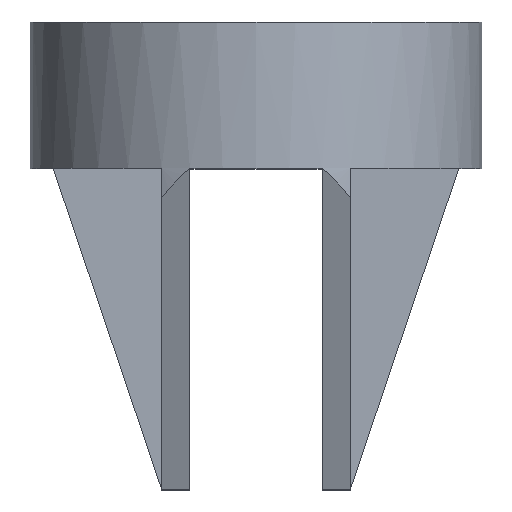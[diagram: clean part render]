
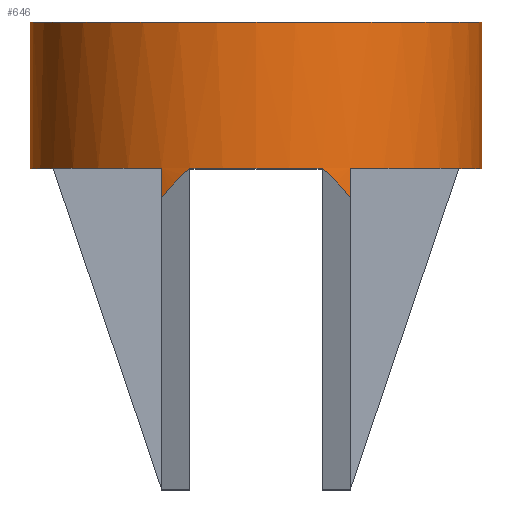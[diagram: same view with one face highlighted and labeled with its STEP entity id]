
A CAD part, top view. The second image highlights one B-rep face of the part: STEP entity #646.
In plain terms, the highlighted cylindrical face has radius 12.82 mm (diameter 25.64 mm), a full revolution.
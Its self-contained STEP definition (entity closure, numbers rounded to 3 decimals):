
#15=CYLINDRICAL_SURFACE('',#715,12.82);
#22=CIRCLE('',#688,12.82);
#23=CIRCLE('',#690,12.82);
#24=CIRCLE('',#691,12.82);
#25=CIRCLE('',#693,12.82);
#26=CIRCLE('',#696,12.82);
#27=CIRCLE('',#702,12.82);
#31=CIRCLE('',#714,12.82);
#32=CIRCLE('',#716,12.82);
#33=CIRCLE('',#717,12.82);
#34=CIRCLE('',#718,12.82);
#40=ELLIPSE('',#679,37.595,12.82);
#41=ELLIPSE('',#683,37.595,12.82);
#42=ELLIPSE('',#685,37.595,12.82);
#43=ELLIPSE('',#699,37.595,12.82);
#68=FACE_OUTER_BOUND('',#111,.T.);
#111=EDGE_LOOP('',(#499,#500,#501,#502,#503,#504,#505,#506,#507,#508,#509,
#510,#511,#512,#513,#514,#515,#516,#517,#518));
#129=LINE('',#940,#197);
#136=LINE('',#958,#204);
#140=LINE('',#967,#208);
#153=LINE('',#1003,#221);
#179=LINE('',#1069,#247);
#197=VECTOR('',#744,10.);
#204=VECTOR('',#757,10.);
#208=VECTOR('',#763,10.);
#221=VECTOR('',#802,10.);
#247=VECTOR('',#872,12.82);
#265=VERTEX_POINT('',#938);
#266=VERTEX_POINT('',#939);
#269=VERTEX_POINT('',#947);
#270=VERTEX_POINT('',#948);
#273=VERTEX_POINT('',#956);
#274=VERTEX_POINT('',#957);
#277=VERTEX_POINT('',#965);
#278=VERTEX_POINT('',#966);
#281=VERTEX_POINT('',#974);
#283=VERTEX_POINT('',#980);
#285=VERTEX_POINT('',#986);
#286=VERTEX_POINT('',#993);
#287=VERTEX_POINT('',#998);
#288=VERTEX_POINT('',#1002);
#290=VERTEX_POINT('',#1008);
#292=VERTEX_POINT('',#1019);
#305=VERTEX_POINT('',#1066);
#306=VERTEX_POINT('',#1068);
#315=EDGE_CURVE('',#265,#266,#129,.T.);
#319=EDGE_CURVE('',#269,#270,#40,.T.);
#323=EDGE_CURVE('',#273,#274,#136,.T.);
#327=EDGE_CURVE('',#277,#278,#140,.T.);
#331=EDGE_CURVE('',#281,#273,#41,.T.);
#334=EDGE_CURVE('',#278,#283,#42,.T.);
#339=EDGE_CURVE('',#285,#274,#22,.T.);
#341=EDGE_CURVE('',#286,#283,#23,.T.);
#343=EDGE_CURVE('',#281,#270,#24,.T.);
#345=EDGE_CURVE('',#277,#287,#25,.T.);
#346=EDGE_CURVE('',#288,#269,#153,.T.);
#350=EDGE_CURVE('',#288,#290,#26,.T.);
#352=EDGE_CURVE('',#286,#265,#43,.T.);
#357=EDGE_CURVE('',#292,#266,#27,.T.);
#378=EDGE_CURVE('',#287,#285,#31,.T.);
#379=EDGE_CURVE('',#305,#305,#32,.T.);
#380=EDGE_CURVE('',#305,#306,#179,.T.);
#381=EDGE_CURVE('',#306,#292,#33,.T.);
#382=EDGE_CURVE('',#290,#306,#34,.T.);
#499=ORIENTED_EDGE('',*,*,#379,.F.);
#500=ORIENTED_EDGE('',*,*,#380,.T.);
#501=ORIENTED_EDGE('',*,*,#381,.T.);
#502=ORIENTED_EDGE('',*,*,#357,.T.);
#503=ORIENTED_EDGE('',*,*,#315,.F.);
#504=ORIENTED_EDGE('',*,*,#352,.F.);
#505=ORIENTED_EDGE('',*,*,#341,.T.);
#506=ORIENTED_EDGE('',*,*,#334,.F.);
#507=ORIENTED_EDGE('',*,*,#327,.F.);
#508=ORIENTED_EDGE('',*,*,#345,.T.);
#509=ORIENTED_EDGE('',*,*,#378,.T.);
#510=ORIENTED_EDGE('',*,*,#339,.T.);
#511=ORIENTED_EDGE('',*,*,#323,.F.);
#512=ORIENTED_EDGE('',*,*,#331,.F.);
#513=ORIENTED_EDGE('',*,*,#343,.T.);
#514=ORIENTED_EDGE('',*,*,#319,.F.);
#515=ORIENTED_EDGE('',*,*,#346,.F.);
#516=ORIENTED_EDGE('',*,*,#350,.T.);
#517=ORIENTED_EDGE('',*,*,#382,.T.);
#518=ORIENTED_EDGE('',*,*,#380,.F.);
#646=ADVANCED_FACE('',(#68),#15,.T.);
#679=AXIS2_PLACEMENT_3D('',#949,#750,#751);
#683=AXIS2_PLACEMENT_3D('',#975,#769,#770);
#685=AXIS2_PLACEMENT_3D('',#981,#775,#776);
#688=AXIS2_PLACEMENT_3D('',#990,#785,#786);
#690=AXIS2_PLACEMENT_3D('',#994,#790,#791);
#691=AXIS2_PLACEMENT_3D('',#996,#793,#794);
#693=AXIS2_PLACEMENT_3D('',#1000,#798,#799);
#696=AXIS2_PLACEMENT_3D('',#1010,#808,#809);
#699=AXIS2_PLACEMENT_3D('',#1014,#815,#816);
#702=AXIS2_PLACEMENT_3D('',#1023,#825,#826);
#714=AXIS2_PLACEMENT_3D('',#1064,#866,#867);
#715=AXIS2_PLACEMENT_3D('',#1065,#868,#869);
#716=AXIS2_PLACEMENT_3D('',#1067,#870,#871);
#717=AXIS2_PLACEMENT_3D('',#1070,#873,#874);
#718=AXIS2_PLACEMENT_3D('',#1071,#875,#876);
#744=DIRECTION('',(0.,1.,0.));
#750=DIRECTION('center_axis',(0.,-0.341,-0.94));
#751=DIRECTION('ref_axis',(0.,-0.94,0.341));
#757=DIRECTION('',(0.,1.,0.));
#763=DIRECTION('',(0.,-1.,0.));
#769=DIRECTION('center_axis',(0.,-0.341,-0.94));
#770=DIRECTION('ref_axis',(0.,-0.94,0.341));
#775=DIRECTION('center_axis',(0.,-0.341,0.94));
#776=DIRECTION('ref_axis',(0.,0.94,0.341));
#785=DIRECTION('center_axis',(0.,1.,0.));
#786=DIRECTION('ref_axis',(1.,0.,0.));
#790=DIRECTION('center_axis',(0.,1.,0.));
#791=DIRECTION('ref_axis',(1.,0.,0.));
#793=DIRECTION('center_axis',(0.,1.,0.));
#794=DIRECTION('ref_axis',(1.,0.,0.));
#798=DIRECTION('center_axis',(0.,1.,0.));
#799=DIRECTION('ref_axis',(1.,0.,0.));
#802=DIRECTION('',(0.,-1.,0.));
#808=DIRECTION('center_axis',(0.,1.,0.));
#809=DIRECTION('ref_axis',(1.,0.,0.));
#815=DIRECTION('center_axis',(0.,-0.341,0.94));
#816=DIRECTION('ref_axis',(0.,0.94,0.341));
#825=DIRECTION('center_axis',(0.,1.,0.));
#826=DIRECTION('ref_axis',(1.,0.,0.));
#866=DIRECTION('center_axis',(0.,1.,0.));
#867=DIRECTION('ref_axis',(1.,0.,0.));
#868=DIRECTION('center_axis',(0.,1.,0.));
#869=DIRECTION('ref_axis',(1.,0.,0.));
#870=DIRECTION('center_axis',(0.,1.,0.));
#871=DIRECTION('ref_axis',(1.,0.,0.));
#872=DIRECTION('',(0.,-1.,0.));
#873=DIRECTION('center_axis',(0.,1.,0.));
#874=DIRECTION('ref_axis',(1.,0.,0.));
#875=DIRECTION('center_axis',(0.,1.,0.));
#876=DIRECTION('ref_axis',(1.,0.,0.));
#938=CARTESIAN_POINT('',(-5.35,-1.679,11.65));
#939=CARTESIAN_POINT('',(-5.35,0.,11.65));
#940=CARTESIAN_POINT('',(-5.35,0.,11.65));
#947=CARTESIAN_POINT('',(-5.35,-1.679,-11.65));
#948=CARTESIAN_POINT('',(-3.75,0.,-12.259));
#949=CARTESIAN_POINT('Origin',(0.,-33.796,0.));
#956=CARTESIAN_POINT('',(5.35,-1.679,-11.65));
#957=CARTESIAN_POINT('',(5.35,0.,-11.65));
#958=CARTESIAN_POINT('',(5.35,0.,-11.65));
#965=CARTESIAN_POINT('',(5.35,0.,11.65));
#966=CARTESIAN_POINT('',(5.35,-1.679,11.65));
#967=CARTESIAN_POINT('',(5.35,0.,11.65));
#974=CARTESIAN_POINT('',(3.75,0.,-12.259));
#975=CARTESIAN_POINT('Origin',(0.,-33.796,0.));
#980=CARTESIAN_POINT('',(3.75,0.,12.259));
#981=CARTESIAN_POINT('Origin',(0.,-33.796,
0.));
#986=CARTESIAN_POINT('',(11.508,0.,-5.65));
#990=CARTESIAN_POINT('Origin',(0.,0.,0.));
#993=CARTESIAN_POINT('',(-3.75,0.,12.259));
#994=CARTESIAN_POINT('Origin',(0.,0.,0.));
#996=CARTESIAN_POINT('Origin',(0.,0.,0.));
#998=CARTESIAN_POINT('',(11.508,0.,5.65));
#1000=CARTESIAN_POINT('Origin',(0.,0.,0.));
#1002=CARTESIAN_POINT('',(-5.35,0.,-11.65));
#1003=CARTESIAN_POINT('',(-5.35,0.,-11.65));
#1008=CARTESIAN_POINT('',(-11.508,0.,-5.65));
#1010=CARTESIAN_POINT('Origin',(0.,0.,0.));
#1014=CARTESIAN_POINT('Origin',(0.,-33.796,
0.));
#1019=CARTESIAN_POINT('',(-11.508,0.,5.65));
#1023=CARTESIAN_POINT('Origin',(0.,0.,0.));
#1064=CARTESIAN_POINT('Origin',(0.,0.,0.));
#1065=CARTESIAN_POINT('Origin',(0.,0.,0.));
#1066=CARTESIAN_POINT('',(-12.82,8.3,0.));
#1067=CARTESIAN_POINT('Origin',(0.,8.3,0.));
#1068=CARTESIAN_POINT('',(-12.82,0.,0.));
#1069=CARTESIAN_POINT('',(-12.82,0.,0.));
#1070=CARTESIAN_POINT('Origin',(0.,0.,0.));
#1071=CARTESIAN_POINT('Origin',(0.,0.,0.));
